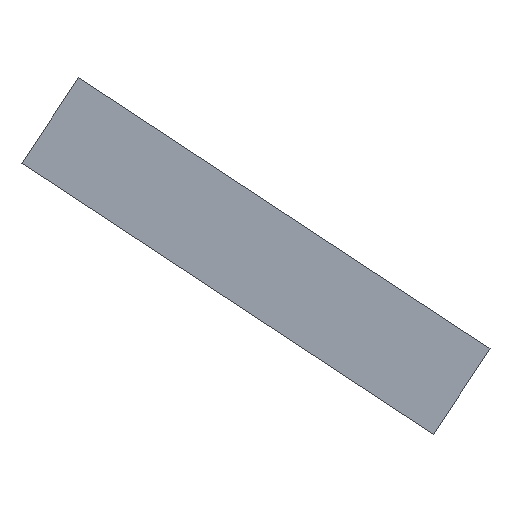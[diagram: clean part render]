
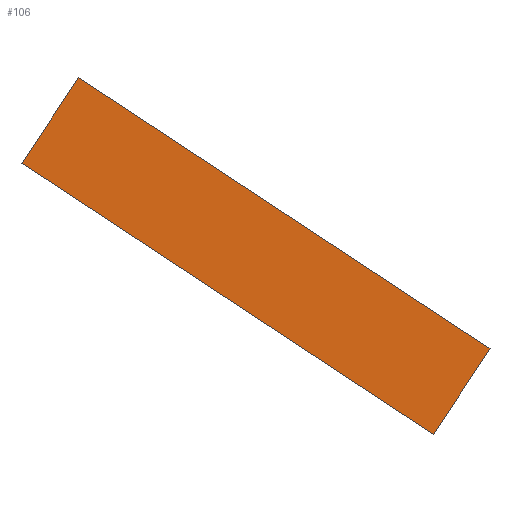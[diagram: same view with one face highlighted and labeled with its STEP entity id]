
A CAD part, front view. The second image highlights one B-rep face of the part: STEP entity #106.
In plain terms, the highlighted planar face has unit normal (0, -1, 0).
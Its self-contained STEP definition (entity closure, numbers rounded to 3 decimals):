
#20=FACE_OUTER_BOUND('',#26,.T.);
#26=EDGE_LOOP('',(#91,#92,#93,#94));
#27=LINE('',#157,#39);
#31=LINE('',#165,#43);
#34=LINE('',#171,#46);
#37=LINE('',#176,#49);
#39=VECTOR('',#131,10.);
#43=VECTOR('',#137,10.);
#46=VECTOR('',#142,10.);
#49=VECTOR('',#147,10.);
#51=VERTEX_POINT('',#155);
#52=VERTEX_POINT('',#156);
#55=VERTEX_POINT('',#164);
#57=VERTEX_POINT('',#170);
#59=EDGE_CURVE('',#51,#52,#27,.T.);
#63=EDGE_CURVE('',#55,#51,#31,.T.);
#66=EDGE_CURVE('',#57,#55,#34,.T.);
#69=EDGE_CURVE('',#52,#57,#37,.T.);
#91=ORIENTED_EDGE('',*,*,#69,.F.);
#92=ORIENTED_EDGE('',*,*,#59,.F.);
#93=ORIENTED_EDGE('',*,*,#63,.F.);
#94=ORIENTED_EDGE('',*,*,#66,.F.);
#100=PLANE('',#126);
#106=ADVANCED_FACE('',(#20),#100,.F.);
#126=AXIS2_PLACEMENT_3D('',#179,#151,#152);
#131=DIRECTION('',(0.55,0.,0.835));
#137=DIRECTION('',(-0.835,0.,0.55));
#142=DIRECTION('',(-0.55,0.,-0.835));
#147=DIRECTION('',(0.835,0.,-0.55));
#151=DIRECTION('center_axis',(0.,1.,0.));
#152=DIRECTION('ref_axis',(1.,0.,0.));
#155=CARTESIAN_POINT('',(-40.829,0.,87.295));
#156=CARTESIAN_POINT('',(-36.485,0.,93.892));
#157=CARTESIAN_POINT('',(-40.829,0.,87.295));
#164=CARTESIAN_POINT('',(-9.258,0.,66.504));
#165=CARTESIAN_POINT('',(-9.258,0.,66.504));
#170=CARTESIAN_POINT('',(-4.914,0.,73.101));
#171=CARTESIAN_POINT('',(-4.914,0.,73.101));
#176=CARTESIAN_POINT('',(-36.485,0.,93.892));
#179=CARTESIAN_POINT('Origin',(-22.872,0.,80.198));
